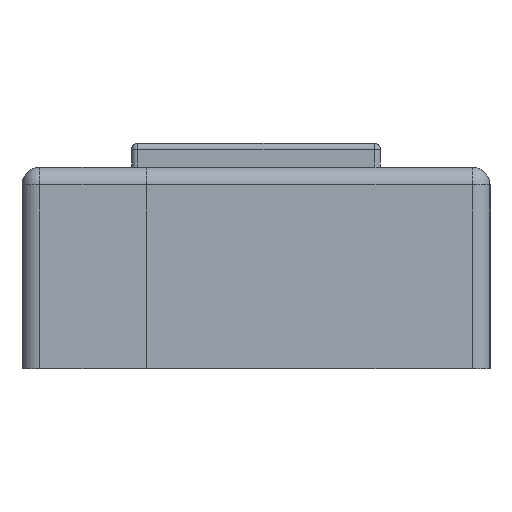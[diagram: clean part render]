
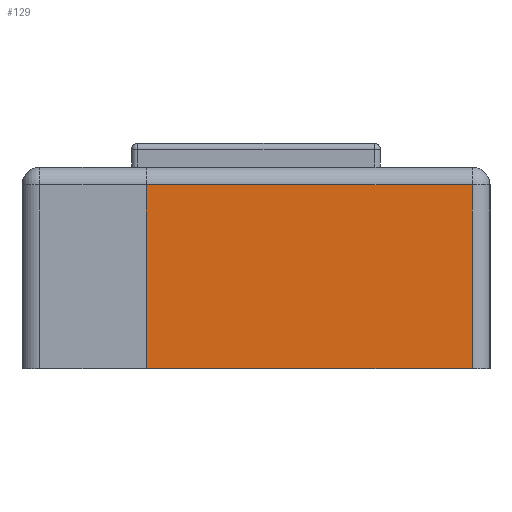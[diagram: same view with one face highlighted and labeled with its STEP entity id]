
A CAD part, left-side view. The second image highlights one B-rep face of the part: STEP entity #129.
In plain terms, the highlighted planar face has unit normal (-1, 0, 0).
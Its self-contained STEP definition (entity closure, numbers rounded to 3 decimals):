
#129=ADVANCED_FACE('NONE',(#446),#447,.F.);
#446=FACE_OUTER_BOUND('',#1083,.T.);
#447=PLANE('',#1084);
#1083=EDGE_LOOP('',(#1775,#1776,#1777,#1778));
#1084=AXIS2_PLACEMENT_3D('',#1779,#1780,#1781);
#1775=ORIENTED_EDGE('',*,*,#4081,.T.);
#1776=ORIENTED_EDGE('',*,*,#4082,.F.);
#1777=ORIENTED_EDGE('',*,*,#4083,.T.);
#1778=ORIENTED_EDGE('',*,*,#4084,.T.);
#1779=CARTESIAN_POINT('',(-60.0,19.75,8.5));
#1780=DIRECTION('',(1.0,-0.0,0.0));
#1781=DIRECTION('',(0.0,1.0,-0.0));
#4081=EDGE_CURVE('NONE',#4831,#4832,#4833,.T.);
#4082=EDGE_CURVE('NONE',#4834,#4832,#4835,.T.);
#4083=EDGE_CURVE('NONE',#4834,#4836,#4837,.T.);
#4084=EDGE_CURVE('NONE',#4836,#4831,#4838,.T.);
#4831=VERTEX_POINT('NONE',#6009);
#4832=VERTEX_POINT('NONE',#6010);
#4833=LINE('',#6011,#6012);
#4834=VERTEX_POINT('NONE',#6013);
#4835=LINE('',#6014,#6015);
#4836=VERTEX_POINT('NONE',#6016);
#4837=LINE('',#6017,#6018);
#4838=LINE('',#6019,#6020);
#6009=CARTESIAN_POINT('',(-60.0,-18.25,7.0));
#6010=CARTESIAN_POINT('',(-60.0,9.245,7.0));
#6011=CARTESIAN_POINT('',(-60.0,19.75,7.0));
#6012=VECTOR('',#7845,1000.0);
#6013=CARTESIAN_POINT('',(-60.0,9.245,-8.5));
#6014=CARTESIAN_POINT('',(-60.0,9.245,-8.5));
#6015=VECTOR('',#7846,1000.0);
#6016=CARTESIAN_POINT('',(-60.0,-18.25,-8.5));
#6017=CARTESIAN_POINT('',(-60.0,19.75,-8.5));
#6018=VECTOR('',#7847,1000.0);
#6019=CARTESIAN_POINT('',(-60.0,-18.25,8.5));
#6020=VECTOR('',#7848,1000.0);
#7845=DIRECTION('',(-0.0,1.0,-0.0));
#7846=DIRECTION('',(-0.0,-0.0,1.0));
#7847=DIRECTION('',(0.0,-1.0,0.0));
#7848=DIRECTION('',(-0.0,-0.0,1.0));
